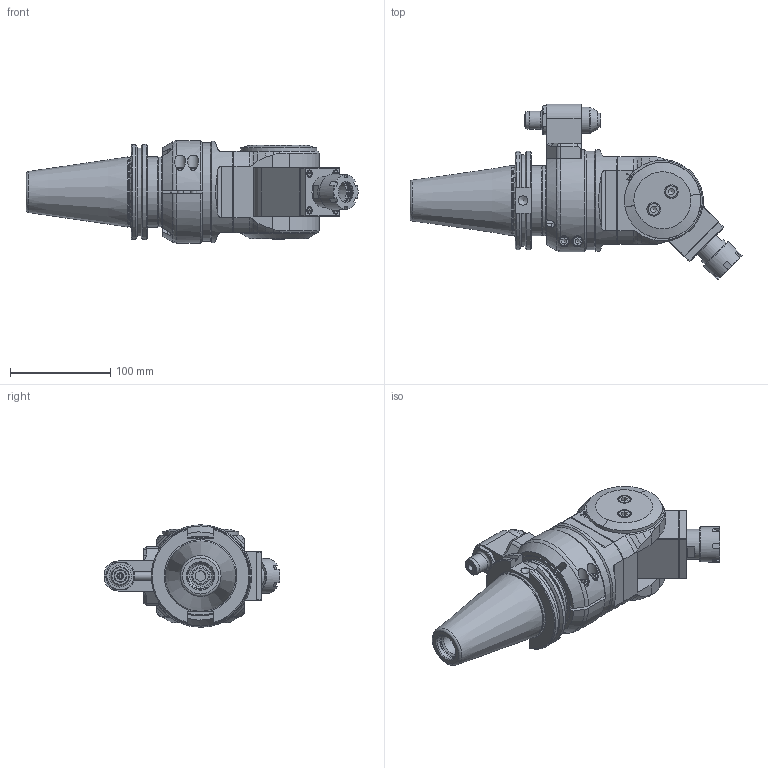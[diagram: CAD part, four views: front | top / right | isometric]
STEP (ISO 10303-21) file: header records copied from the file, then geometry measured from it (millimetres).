
FILE_DESCRIPTION(/* description */ (''),/* implementation_level */ '2;1');
FILE_NAME(/* name */ '9.FMU.16000-4C50.stp',/* time_stamp */ '2026-01-22T14:53:36-05:00',/* author */ ('jkrenzer'),/* organization */ (''),/* preprocessor_version */ 'ST-DEVELOPER v20',/* originating_system */ 'Autodesk Inventor 2025',/* authorisation */ '');
FILE_SCHEMA (('AUTOMOTIVE_DESIGN { 1 0 10303 214 3 1 1 }'));
Products named in the file (9): 9.FMU.16000-4C50; 9FL1ATC; 9F18T180_ASM; 9F18T180A; 9F18T180B; 9CT501ATC; 9_FMU_16000; CORPO_FMU16; MANDRINO_FMU-16
Assembly tree (8 placements, depth 3):
  9.FMU.16000-4C50
    9FL1ATC
    9F18T180_ASM
      9F18T180A
      9F18T180B
    9CT501ATC
    9_FMU_16000
      CORPO_FMU16
      MANDRINO_FMU-16
Bounding box: 330.96 x 175.41 x 101.99 mm (x, y, z)
Volume: 1537877 mm3; surface area: 216148.9 mm2
Topology: 6 solids, 6 shells, 646 faces, 1620 edges, 1049 vertices
Faces by surface type: plane 360, cylinder 135, cone 112, torus 31, bspline 6, sphere 2
Full cylindrical faces by diameter (mm): 2.5 x3, 2.6 x2, 3 x2, 4 x2, 5 x2, 6 x6, 6.5 x1, 7 x5, 7.5 x4, 8 x3, 8.5 x2, 9.525 x1, 10 x4, 10.4 x2, 11 x1, 12 x3, 12.5 x1, 13 x3, 13.5 x3, 14 x1, 18 x3, 21 x1, 21.963 x1, 26 x2, 26.187 x1, 26.8 x1, 27 x2, 29 x1, 30 x1, 30.6 x1
Entity records: 60805 total; most frequent: CARTESIAN_POINT 45406, ORIENTED_EDGE 3194, DIRECTION 3120, EDGE_CURVE 1597, AXIS2_PLACEMENT_3D 1152, VERTEX_POINT 1049, LINE 816, VECTOR 816
